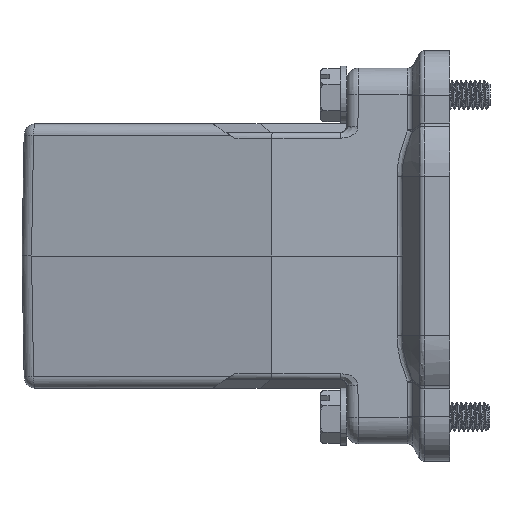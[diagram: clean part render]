
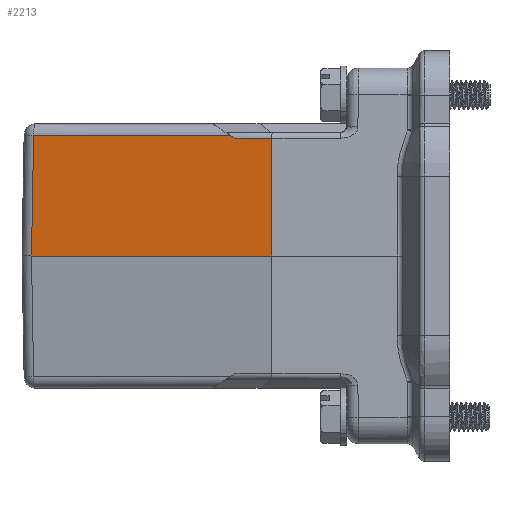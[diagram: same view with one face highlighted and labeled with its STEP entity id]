
A CAD part, left-side view. The second image highlights one B-rep face of the part: STEP entity #2213.
In plain terms, the highlighted planar face has unit normal (-0.985, 0.174, 0.018).
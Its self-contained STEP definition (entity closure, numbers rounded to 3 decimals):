
#1351=PLANE('',#15219);
#2213=ADVANCED_FACE('',(#3333),#1351,.F.);
#3333=FACE_OUTER_BOUND('',#4204,.T.);
#4204=EDGE_LOOP('',(#8004,#8005,#8006,#8007,#8008,#8009));
#8004=ORIENTED_EDGE('',*,*,#12018,.T.);
#8005=ORIENTED_EDGE('',*,*,#12015,.F.);
#8006=ORIENTED_EDGE('',*,*,#11997,.F.);
#8007=ORIENTED_EDGE('',*,*,#12052,.F.);
#8008=ORIENTED_EDGE('',*,*,#12046,.T.);
#8009=ORIENTED_EDGE('',*,*,#12050,.F.);
#10087=VERTEX_POINT('',#39641);
#10089=VERTEX_POINT('',#39648);
#10095=VERTEX_POINT('',#39686);
#10097=VERTEX_POINT('',#39703);
#10109=VERTEX_POINT('',#39944);
#10110=VERTEX_POINT('',#39946);
#11997=EDGE_CURVE('',#10089,#10087,#13029,.T.);
#12015=EDGE_CURVE('',#10087,#10095,#13038,.T.);
#12018=EDGE_CURVE('',#10097,#10095,#13040,.T.);
#12046=EDGE_CURVE('',#10110,#10109,#13053,.T.);
#12050=EDGE_CURVE('',#10097,#10109,#13056,.T.);
#12052=EDGE_CURVE('',#10110,#10089,#13058,.T.);
#13029=LINE('',#39649,#13941);
#13038=LINE('',#39685,#13950);
#13040=LINE('',#39702,#13952);
#13053=LINE('',#39945,#13965);
#13056=LINE('',#39958,#13968);
#13058=LINE('',#39961,#13970);
#13941=VECTOR('',#17782,1.);
#13950=VECTOR('',#17827,1.);
#13952=VECTOR('',#17831,1.);
#13965=VECTOR('',#17876,1.);
#13968=VECTOR('',#17883,1.);
#13970=VECTOR('',#17887,1.);
#15219=AXIS2_PLACEMENT_3D('',#39962,#17888,#17889);
#17782=DIRECTION('',(0.015,-0.017,1.));
#17827=DIRECTION('',(-0.174,-0.985,0.));
#17831=DIRECTION('',(0.159,0.854,0.495));
#17876=DIRECTION('',(0.017,-0.002,1.));
#17883=DIRECTION('',(-0.174,-0.985,0.));
#17887=DIRECTION('',(0.174,0.985,0.));
#17888=DIRECTION('',(0.985,-0.174,-0.017));
#17889=DIRECTION('',(-0.174,-0.985,0.));
#39641=CARTESIAN_POINT('',(-3.594,120.643,77.763));
#39648=CARTESIAN_POINT('',(-3.902,121.01,56.728));
#39649=CARTESIAN_POINT('',(-3.902,121.01,56.728));
#39685=CARTESIAN_POINT('',(-3.594,120.643,77.763));
#39686=CARTESIAN_POINT('',(-9.613,86.506,77.763));
#39702=CARTESIAN_POINT('',(-9.78,85.613,77.245));
#39703=CARTESIAN_POINT('',(-9.78,85.613,77.245));
#39944=CARTESIAN_POINT('',(-10.914,79.182,77.245));
#39945=CARTESIAN_POINT('',(-11.272,79.214,56.728));
#39946=CARTESIAN_POINT('',(-11.272,79.214,56.728));
#39958=CARTESIAN_POINT('',(-9.78,85.613,77.245));
#39961=CARTESIAN_POINT('',(-11.272,79.214,56.728));
#39962=CARTESIAN_POINT('',(-11.272,79.214,56.728));
